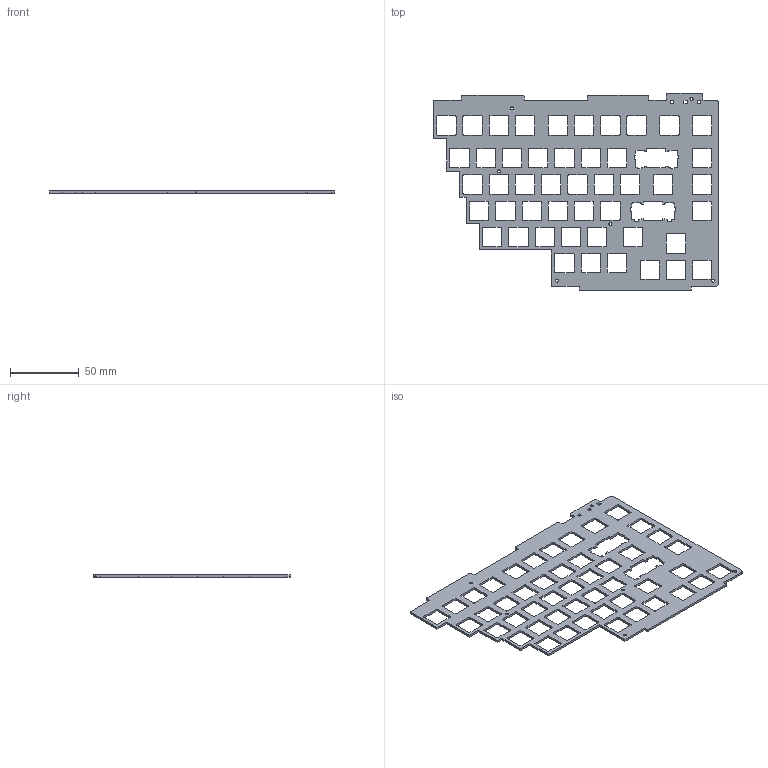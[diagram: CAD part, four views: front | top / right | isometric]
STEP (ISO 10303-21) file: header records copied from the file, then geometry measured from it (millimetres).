
FILE_DESCRIPTION(('KiCad electronic assembly'),'2;1');
FILE_NAME('numlocked_right_plate.step','2024-10-31T13:52:38',('Pcbnew'), ('Kicad'),'Open CASCADE STEP processor 7.8','KiCad to STEP converter', 'Unknown');
FILE_SCHEMA(('AUTOMOTIVE_DESIGN { 1 0 10303 214 1 1 1 1 }'));
Length unit declared in the file: millimetre
Products named in the file (2): numlocked_right_plate 1; numlocked_right_plate_PCB
Assembly tree (1 placements, depth 2):
  numlocked_right_plate 1
    numlocked_right_plate_PCB
Bounding box: 207.07 x 143.15 x 1.6 mm (x, y, z)
Volume: 23491.5 mm3; surface area: 35071.9 mm2
Topology: 1 solids, 1 shells, 556 faces, 1662 edges, 1108 vertices
Faces by surface type: plane 304, cylinder 252
Full cylindrical faces by diameter (mm): 2.2 x6
Entity records: 19079 total; most frequent: CARTESIAN_POINT 3328, ORIENTED_EDGE 3324, DIRECTION 3282, EDGE_CURVE 1662, LINE 1158, VECTOR 1158, VERTEX_POINT 1108, AXIS2_PLACEMENT_3D 1062
